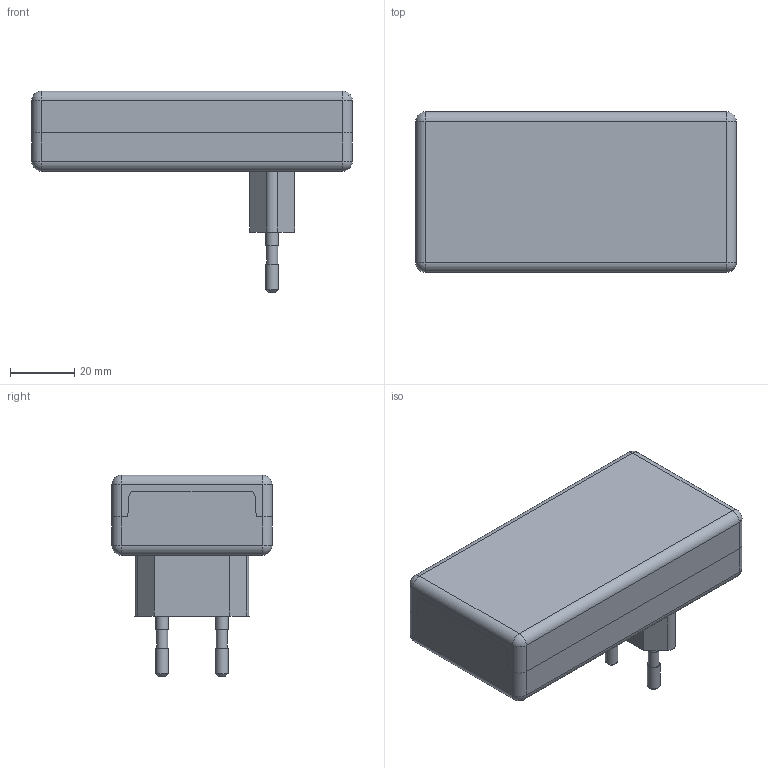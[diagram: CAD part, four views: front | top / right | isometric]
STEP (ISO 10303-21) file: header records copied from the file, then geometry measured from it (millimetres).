
FILE_DESCRIPTION((''),'2;1');
FILE_NAME('0601100900-MBPO_105025 STEURO.stp','2016-01-19T15:28:47',('robin.rentz'),(''),'Autodesk Inventor 2012','Autodesk Inventor 2012','');
FILE_SCHEMA(('AUTOMOTIVE_DESIGN { 1 2 10303 214 0 1 1 1 }'));
Length unit declared in the file: millimetre
Products named in the file (3): 0601100900-MBPO_105025 STEURO; 0601100902-UT_105025-40 STEURO; 0501100321-OT_105025
Assembly tree (2 placements, depth 2):
  0601100900-MBPO_105025 STEURO
    0601100902-UT_105025-40 STEURO
    0501100321-OT_105025
Bounding box: 100 x 50 x 63 mm (x, y, z)
Volume: 50831.6 mm3; surface area: 40716.4 mm2
Topology: 2 solids, 2 shells, 298 faces, 636 edges, 386 vertices
Faces by surface type: plane 178, cylinder 78, cone 34, sphere 8
Full cylindrical faces by diameter (mm): 2.2 x2, 2.4 x6, 2.6 x1, 3.5 x2, 3.8 x4, 4 x10, 4.8 x6, 5 x1, 6 x4, 8 x4, 9 x4
Entity records: 7744 total; most frequent: DIRECTION 1380, CARTESIAN_POINT 1269, ORIENTED_EDGE 1168, EDGE_CURVE 584, AXIS2_PLACEMENT_3D 493, EDGE_LOOP 398, VECTOR 394, LINE 394
